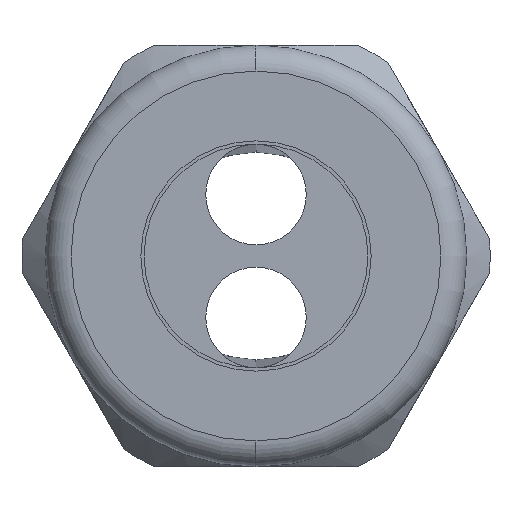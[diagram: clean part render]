
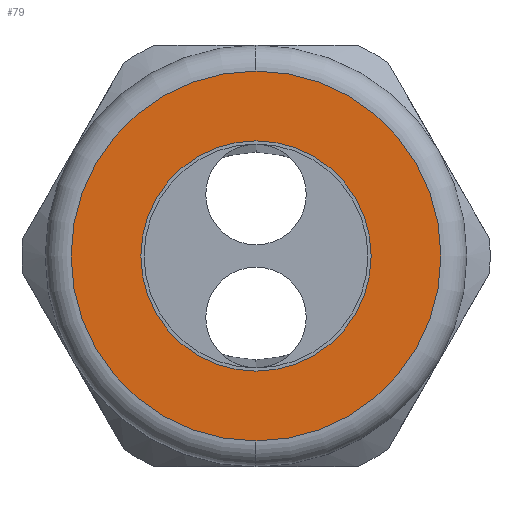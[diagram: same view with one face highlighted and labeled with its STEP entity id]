
A CAD part, left-side view. The second image highlights one B-rep face of the part: STEP entity #79.
In plain terms, the highlighted planar face has unit normal (-1, 0, 0).
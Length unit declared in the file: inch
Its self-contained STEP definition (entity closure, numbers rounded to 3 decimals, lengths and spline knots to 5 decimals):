
#73 = EDGE_LOOP ( 'NONE', ( #5172, #5168 ) ) ;
#74 = ORIENTED_EDGE ( 'NONE', *, *, #987, .T. ) ;
#75 = ORIENTED_EDGE ( 'NONE', *, *, #5196, .T. ) ;
#76 = EDGE_LOOP ( 'NONE', ( #74, #75 ) ) ;
#79 = ADVANCED_FACE ( 'NONE', ( #1504, #1503 ), #1502, .T. ) ;
#172 = VERTEX_POINT ( 'NONE', #1686 ) ;
#173 = VERTEX_POINT ( 'NONE', #1685 ) ;
#253 = EDGE_CURVE ( 'NONE', #172, #173, #1793, .T. ) ;
#985 = VERTEX_POINT ( 'NONE', #3002 ) ;
#987 = EDGE_CURVE ( 'NONE', #988, #985, #3001, .T. ) ;
#988 = VERTEX_POINT ( 'NONE', #2996 ) ;
#1498 = DIRECTION ( 'NONE',  ( 0., 0., 1. ) ) ;
#1499 = DIRECTION ( 'NONE',  ( -1., 0., 0. ) ) ;
#1500 = CARTESIAN_POINT ( 'NONE',  ( -1.53, 0.65, 0. ) ) ;
#1501 = AXIS2_PLACEMENT_3D ( 'NONE', #1500, #1499, #1498 ) ;
#1502 = PLANE ( 'NONE',  #1501 ) ;
#1503 = FACE_BOUND ( 'NONE', #73, .T. ) ;
#1504 = FACE_OUTER_BOUND ( 'NONE', #76, .T. ) ;
#1685 = CARTESIAN_POINT ( 'NONE',  ( -1.53, 0., -0.355 ) ) ;
#1686 = CARTESIAN_POINT ( 'NONE',  ( -1.53, 0., 0.355 ) ) ;
#1793 = CIRCLE ( 'NONE', #1852, 0.355 ) ;
#1849 = DIRECTION ( 'NONE',  ( 0., 0., -1. ) ) ;
#1850 = DIRECTION ( 'NONE',  ( 1., 0., 0. ) ) ;
#1851 = CARTESIAN_POINT ( 'NONE',  ( -1.53, 0., 0. ) ) ;
#1852 = AXIS2_PLACEMENT_3D ( 'NONE', #1851, #1850, #1849 ) ;
#2996 = CARTESIAN_POINT ( 'NONE',  ( -1.53, 0., 0.57 ) ) ;
#2997 = DIRECTION ( 'NONE',  ( 0., 0., 1. ) ) ;
#2998 = DIRECTION ( 'NONE',  ( -1., 0., 0. ) ) ;
#2999 = CARTESIAN_POINT ( 'NONE',  ( -1.53, 0., 0. ) ) ;
#3000 = AXIS2_PLACEMENT_3D ( 'NONE', #2999, #2998, #2997 ) ;
#3001 = CIRCLE ( 'NONE', #3000, 0.57 ) ;
#3002 = CARTESIAN_POINT ( 'NONE',  ( -1.53, 0., -0.57 ) ) ;
#3993 = DIRECTION ( 'NONE',  ( 0., 0., -1. ) ) ;
#3994 = DIRECTION ( 'NONE',  ( 1., 0., 0. ) ) ;
#3995 = CARTESIAN_POINT ( 'NONE',  ( -1.53, 0., 0. ) ) ;
#3996 = AXIS2_PLACEMENT_3D ( 'NONE', #3995, #3994, #3993 ) ;
#3997 = CIRCLE ( 'NONE', #3996, 0.355 ) ;
#4006 = DIRECTION ( 'NONE',  ( 0., 0., 1. ) ) ;
#4007 = DIRECTION ( 'NONE',  ( -1., 0., 0. ) ) ;
#4008 = CARTESIAN_POINT ( 'NONE',  ( -1.53, 0., 0. ) ) ;
#4009 = AXIS2_PLACEMENT_3D ( 'NONE', #4008, #4007, #4006 ) ;
#4010 = CIRCLE ( 'NONE', #4009, 0.57 ) ;
#5168 = ORIENTED_EDGE ( 'NONE', *, *, #253, .T. ) ;
#5169 = EDGE_CURVE ( 'NONE', #173, #172, #3997, .T. ) ;
#5172 = ORIENTED_EDGE ( 'NONE', *, *, #5169, .T. ) ;
#5196 = EDGE_CURVE ( 'NONE', #985, #988, #4010, .T. ) ;
